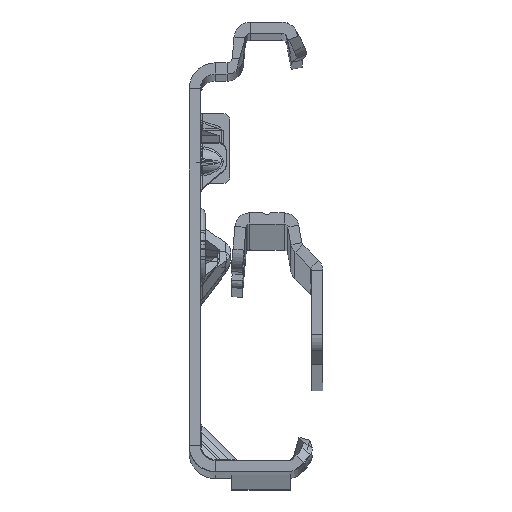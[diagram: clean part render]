
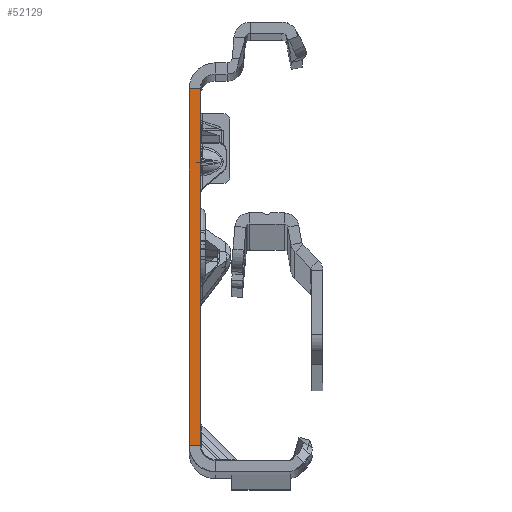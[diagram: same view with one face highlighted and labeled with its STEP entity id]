
A CAD part, top view. The second image highlights one B-rep face of the part: STEP entity #52129.
In plain terms, the highlighted planar face has unit normal (0, 0, 1).
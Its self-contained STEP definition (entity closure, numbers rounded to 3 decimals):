
#265 = VECTOR ( 'NONE', #3303, 1000. ) ;
#2206 = ORIENTED_EDGE ( 'NONE', *, *, #15353, .T. ) ;
#3303 = DIRECTION ( 'NONE',  ( -1., 0., 0. ) ) ;
#3476 = CARTESIAN_POINT ( 'NONE',  ( 0., -25.865, 0. ) ) ;
#3763 = LINE ( 'NONE', #3476, #51566 ) ;
#5529 = LINE ( 'NONE', #6087, #16450 ) ;
#6087 = CARTESIAN_POINT ( 'NONE',  ( 0., -27.865, 0. ) ) ;
#6527 = CARTESIAN_POINT ( 'NONE',  ( -1.5, -27.865, 0. ) ) ;
#6892 = ORIENTED_EDGE ( 'NONE', *, *, #41735, .F. ) ;
#9830 = VERTEX_POINT ( 'NONE', #10818 ) ;
#10285 = VERTEX_POINT ( 'NONE', #11564 ) ;
#10536 = LINE ( 'NONE', #28507, #14769 ) ;
#10818 = CARTESIAN_POINT ( 'NONE',  ( -1.5, -25.865, 0. ) ) ;
#11564 = CARTESIAN_POINT ( 'NONE',  ( 0., -25.865, 0. ) ) ;
#12800 = EDGE_LOOP ( 'NONE', ( #6892, #32007, #2206, #19265 ) ) ;
#14769 = VECTOR ( 'NONE', #32128, 1000. ) ;
#15353 = EDGE_CURVE ( 'NONE', #51092, #9830, #10536, .T. ) ;
#15756 = LINE ( 'NONE', #16027, #265 ) ;
#16027 = CARTESIAN_POINT ( 'NONE',  ( 0., 22.135, 0. ) ) ;
#16450 = VECTOR ( 'NONE', #22431, 1000. ) ;
#17054 = CARTESIAN_POINT ( 'NONE',  ( -1.5, 22.135, 0. ) ) ;
#19265 = ORIENTED_EDGE ( 'NONE', *, *, #39244, .F. ) ;
#20375 = DIRECTION ( 'NONE',  ( -1., 0., 0. ) ) ;
#20715 = EDGE_CURVE ( 'NONE', #23034, #51092, #15756, .T. ) ;
#22431 = DIRECTION ( 'NONE',  ( 0., -1., 0. ) ) ;
#22577 = DIRECTION ( 'NONE',  ( 1., 0., 0. ) ) ;
#23034 = VERTEX_POINT ( 'NONE', #34268 ) ;
#28507 = CARTESIAN_POINT ( 'NONE',  ( -1.5, -27.865, 0. ) ) ;
#31184 = FACE_OUTER_BOUND ( 'NONE', #12800, .T. ) ;
#32007 = ORIENTED_EDGE ( 'NONE', *, *, #20715, .T. ) ;
#32128 = DIRECTION ( 'NONE',  ( 0., -1., 0. ) ) ;
#34268 = CARTESIAN_POINT ( 'NONE',  ( 0., 22.135, 0. ) ) ;
#36201 = DIRECTION ( 'NONE',  ( 0., 0., 1. ) ) ;
#39244 = EDGE_CURVE ( 'NONE', #10285, #9830, #3763, .T. ) ;
#41735 = EDGE_CURVE ( 'NONE', #23034, #10285, #5529, .T. ) ;
#48933 = AXIS2_PLACEMENT_3D ( 'NONE', #6527, #36201, #22577 ) ;
#51092 = VERTEX_POINT ( 'NONE', #17054 ) ;
#51566 = VECTOR ( 'NONE', #20375, 1000. ) ;
#51964 = PLANE ( 'NONE',  #48933 ) ;
#52129 = ADVANCED_FACE ( 'NONE', ( #31184 ), #51964, .T. ) ;
